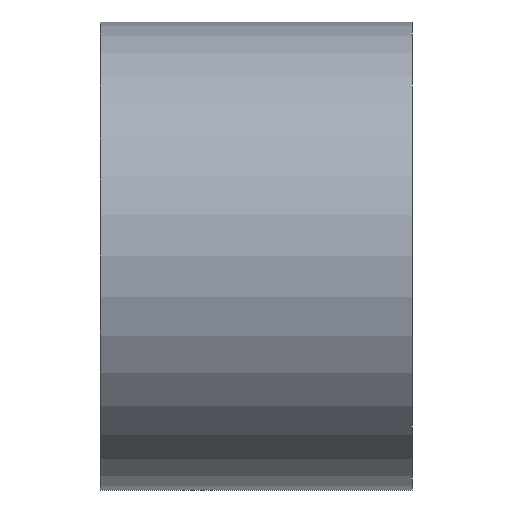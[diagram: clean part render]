
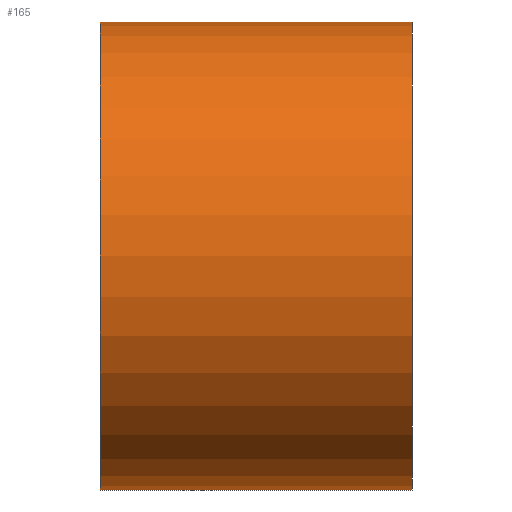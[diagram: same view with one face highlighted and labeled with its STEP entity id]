
A CAD part, front view. The second image highlights one B-rep face of the part: STEP entity #165.
In plain terms, the highlighted cylindrical face has radius 7.5 mm (diameter 15 mm), a partial arc.
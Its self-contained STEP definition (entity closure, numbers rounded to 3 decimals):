
#5 = CIRCLE ( 'NONE', #67, 7.5 ) ;
#16 = DIRECTION ( 'NONE',  ( -1., 0., 0. ) ) ;
#19 = FACE_OUTER_BOUND ( 'NONE', #147, .T. ) ;
#34 = VECTOR ( 'NONE', #191, 1000. ) ;
#35 = ORIENTED_EDGE ( 'NONE', *, *, #131, .F. ) ;
#38 = CARTESIAN_POINT ( 'NONE',  ( -47.527, 0., 7.5 ) ) ;
#39 = LINE ( 'NONE', #38, #34 ) ;
#41 = CARTESIAN_POINT ( 'NONE',  ( -23.907, 0., -7.5 ) ) ;
#48 = ORIENTED_EDGE ( 'NONE', *, *, #172, .T. ) ;
#57 = DIRECTION ( 'NONE',  ( -1., 0., 0. ) ) ;
#67 = AXIS2_PLACEMENT_3D ( 'NONE', #77, #57, #116 ) ;
#74 = CARTESIAN_POINT ( 'NONE',  ( -47.527, 0., 0. ) ) ;
#77 = CARTESIAN_POINT ( 'NONE',  ( -23.907, 0., 0. ) ) ;
#78 = CYLINDRICAL_SURFACE ( 'NONE', #215, 7.5 ) ;
#94 = CARTESIAN_POINT ( 'NONE',  ( -23.907, 0., 7.5 ) ) ;
#98 = CARTESIAN_POINT ( 'NONE',  ( -13.907, 0., -7.5 ) ) ;
#105 = CIRCLE ( 'NONE', #135, 7.5 ) ;
#112 = CARTESIAN_POINT ( 'NONE',  ( -13.907, 0., 7.5 ) ) ;
#116 = DIRECTION ( 'NONE',  ( 0., 0., 1. ) ) ;
#117 = EDGE_CURVE ( 'NONE', #202, #150, #39, .T. ) ;
#119 = DIRECTION ( 'NONE',  ( -1., 0., 0. ) ) ;
#128 = ORIENTED_EDGE ( 'NONE', *, *, #117, .T. ) ;
#131 = EDGE_CURVE ( 'NONE', #240, #150, #5, .T. ) ;
#135 = AXIS2_PLACEMENT_3D ( 'NONE', #155, #192, #210 ) ;
#147 = EDGE_LOOP ( 'NONE', ( #204, #48, #128, #35 ) ) ;
#150 = VERTEX_POINT ( 'NONE', #94 ) ;
#155 = CARTESIAN_POINT ( 'NONE',  ( -13.907, 0., 0. ) ) ;
#159 = LINE ( 'NONE', #233, #230 ) ;
#165 = ADVANCED_FACE ( 'NONE', ( #19 ), #78, .T. ) ;
#171 = DIRECTION ( 'NONE',  ( 0., 0., 1. ) ) ;
#172 = EDGE_CURVE ( 'NONE', #222, #202, #105, .T. ) ;
#191 = DIRECTION ( 'NONE',  ( -1., 0., 0. ) ) ;
#192 = DIRECTION ( 'NONE',  ( -1., 0., 0. ) ) ;
#202 = VERTEX_POINT ( 'NONE', #112 ) ;
#204 = ORIENTED_EDGE ( 'NONE', *, *, #232, .F. ) ;
#210 = DIRECTION ( 'NONE',  ( 0., 0., 1. ) ) ;
#215 = AXIS2_PLACEMENT_3D ( 'NONE', #74, #16, #171 ) ;
#222 = VERTEX_POINT ( 'NONE', #98 ) ;
#230 = VECTOR ( 'NONE', #119, 1000. ) ;
#232 = EDGE_CURVE ( 'NONE', #222, #240, #159, .T. ) ;
#233 = CARTESIAN_POINT ( 'NONE',  ( -47.527, 0., -7.5 ) ) ;
#240 = VERTEX_POINT ( 'NONE', #41 ) ;
